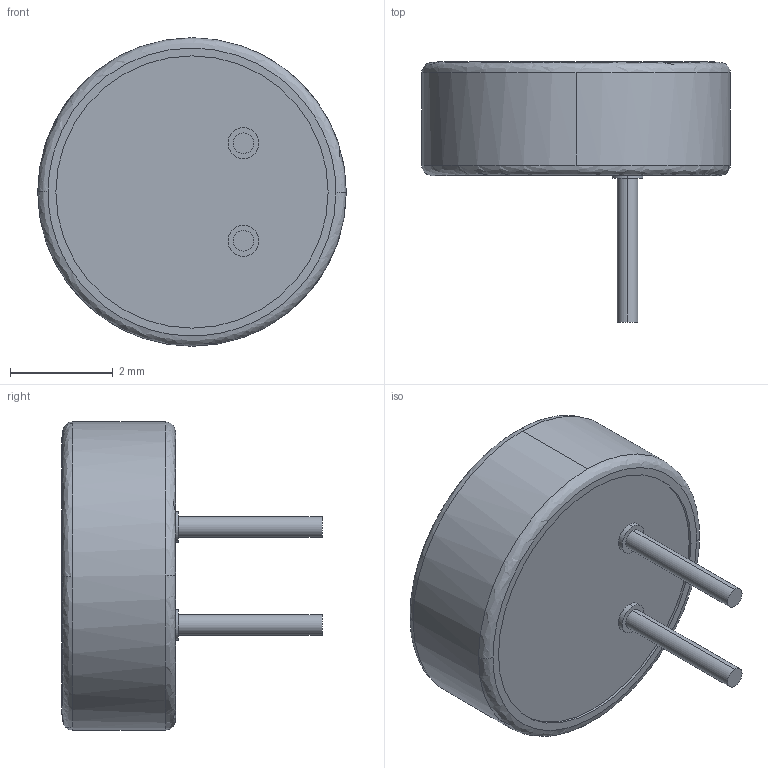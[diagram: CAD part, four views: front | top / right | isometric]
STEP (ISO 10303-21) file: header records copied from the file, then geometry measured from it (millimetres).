
FILE_DESCRIPTION (( 'STEP AP214' ), '1' );
FILE_NAME ('User Library-6022microphone.STEP', '2020-07-13T05:29:49', ( '' ), ( '' ), 'SwSTEP 2.0', 'SolidWorks 2020', '' );
FILE_SCHEMA (( 'AUTOMOTIVE_DESIGN' ));
Length unit declared in the file: millimetre
Products named in the file (1): User Library-6022microphone
Bounding box: 6 x 5.06 x 6 mm (x, y, z)
Volume: 61.8 mm3; surface area: 103.3 mm2
Topology: 1 solids, 1 shells, 215 faces, 598 edges, 400 vertices
Faces by surface type: plane 197, cylinder 14, bspline 4
Entity records: 7128 total; most frequent: CARTESIAN_POINT 1430, ORIENTED_EDGE 1196, DIRECTION 1050, EDGE_CURVE 598, VECTOR 554, LINE 554, VERTEX_POINT 400, AXIS2_PLACEMENT_3D 248
